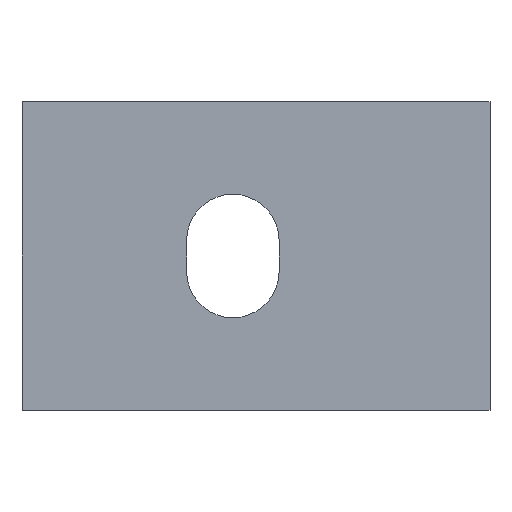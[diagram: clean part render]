
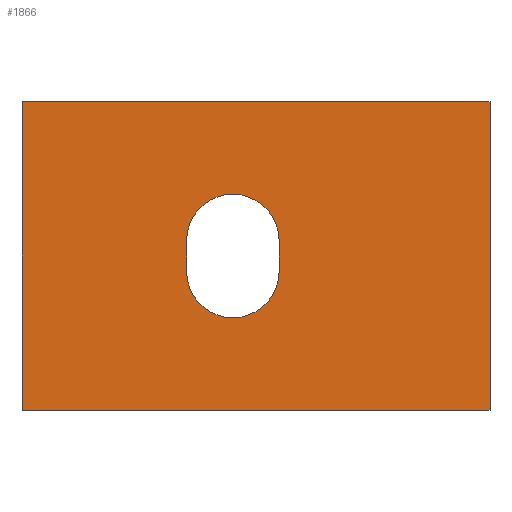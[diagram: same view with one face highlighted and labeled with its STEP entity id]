
A CAD part, front view. The second image highlights one B-rep face of the part: STEP entity #1866.
In plain terms, the highlighted planar face has unit normal (0, -1, 0).
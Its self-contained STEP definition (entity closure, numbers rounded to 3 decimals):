
#9 = VERTEX_POINT ( 'NONE', #1655 ) ;
#10 = CARTESIAN_POINT ( 'NONE',  ( 0., -3., 15. ) ) ;
#29 = AXIS2_PLACEMENT_3D ( 'NONE', #505, #212, #322 ) ;
#35 = EDGE_CURVE ( 'NONE', #187, #772, #1473, .T. ) ;
#48 = CIRCLE ( 'NONE', #1750, 4.5 ) ;
#53 = CARTESIAN_POINT ( 'NONE',  ( -26.5, -3., 15. ) ) ;
#61 = CARTESIAN_POINT ( 'NONE',  ( 3., -3., 15. ) ) ;
#74 = EDGE_CURVE ( 'NONE', #1699, #9, #614, .T. ) ;
#187 = VERTEX_POINT ( 'NONE', #1136 ) ;
#212 = DIRECTION ( 'NONE',  ( 0., 1., 0. ) ) ;
#255 = PLANE ( 'NONE',  #1452 ) ;
#256 = CARTESIAN_POINT ( 'NONE',  ( -1.5, -3., 15. ) ) ;
#271 = CARTESIAN_POINT ( 'NONE',  ( -1.5, -3., -15. ) ) ;
#285 = FACE_OUTER_BOUND ( 'NONE', #678, .T. ) ;
#295 = CIRCLE ( 'NONE', #29, 4.5 ) ;
#315 = ORIENTED_EDGE ( 'NONE', *, *, #74, .F. ) ;
#322 = DIRECTION ( 'NONE',  ( -1., 0., 0. ) ) ;
#334 = ORIENTED_EDGE ( 'NONE', *, *, #362, .F. ) ;
#354 = DIRECTION ( 'NONE',  ( 0., 0., -1. ) ) ;
#362 = EDGE_CURVE ( 'NONE', #1181, #1699, #502, .T. ) ;
#474 = VECTOR ( 'NONE', #1221, 1000. ) ;
#475 = DIRECTION ( 'NONE',  ( 0., 0., 1. ) ) ;
#492 = DIRECTION ( 'NONE',  ( 1., 0., 0. ) ) ;
#493 = VERTEX_POINT ( 'NONE', #933 ) ;
#497 = EDGE_CURVE ( 'NONE', #1299, #905, #1647, .T. ) ;
#502 = LINE ( 'NONE', #10, #1175 ) ;
#505 = CARTESIAN_POINT ( 'NONE',  ( -22., -3., 1.5 ) ) ;
#507 = EDGE_CURVE ( 'NONE', #493, #1299, #295, .T. ) ;
#614 = LINE ( 'NONE', #61, #1496 ) ;
#621 = VECTOR ( 'NONE', #1857, 1000. ) ;
#622 = EDGE_CURVE ( 'NONE', #1594, #187, #1695, .T. ) ;
#640 = VECTOR ( 'NONE', #1096, 1000. ) ;
#668 = CARTESIAN_POINT ( 'NONE',  ( -42.5, -3., 15. ) ) ;
#672 = FACE_BOUND ( 'NONE', #902, .T. ) ;
#678 = EDGE_LOOP ( 'NONE', ( #808, #779, #315, #334, #985, #763 ) ) ;
#700 = LINE ( 'NONE', #923, #1445 ) ;
#754 = EDGE_CURVE ( 'NONE', #772, #9, #1587, .T. ) ;
#763 = ORIENTED_EDGE ( 'NONE', *, *, #622, .T. ) ;
#772 = VERTEX_POINT ( 'NONE', #1161 ) ;
#779 = ORIENTED_EDGE ( 'NONE', *, *, #754, .T. ) ;
#807 = VECTOR ( 'NONE', #475, 1000. ) ;
#808 = ORIENTED_EDGE ( 'NONE', *, *, #35, .T. ) ;
#836 = DIRECTION ( 'NONE',  ( 0., 1., 0. ) ) ;
#902 = EDGE_LOOP ( 'NONE', ( #1388, #1248, #1803, #1584 ) ) ;
#905 = VERTEX_POINT ( 'NONE', #1519 ) ;
#923 = CARTESIAN_POINT ( 'NONE',  ( 0., -3., 15. ) ) ;
#933 = CARTESIAN_POINT ( 'NONE',  ( -26.5, -3., 1.5 ) ) ;
#958 = DIRECTION ( 'NONE',  ( 0., 1., 0. ) ) ;
#979 = EDGE_CURVE ( 'NONE', #1664, #493, #1211, .T. ) ;
#985 = ORIENTED_EDGE ( 'NONE', *, *, #1001, .F. ) ;
#1001 = EDGE_CURVE ( 'NONE', #1594, #1181, #700, .T. ) ;
#1096 = DIRECTION ( 'NONE',  ( 0., 0., -1. ) ) ;
#1113 = VECTOR ( 'NONE', #1395, 1000. ) ;
#1128 = CARTESIAN_POINT ( 'NONE',  ( 3., -3., 15. ) ) ;
#1132 = DIRECTION ( 'NONE',  ( -1., 0., 0. ) ) ;
#1136 = CARTESIAN_POINT ( 'NONE',  ( -42.5, -3., -15. ) ) ;
#1161 = CARTESIAN_POINT ( 'NONE',  ( -1.5, -3., -15. ) ) ;
#1175 = VECTOR ( 'NONE', #1620, 1000. ) ;
#1181 = VERTEX_POINT ( 'NONE', #256 ) ;
#1211 = LINE ( 'NONE', #53, #807 ) ;
#1221 = DIRECTION ( 'NONE',  ( 1., 0., 0. ) ) ;
#1248 = ORIENTED_EDGE ( 'NONE', *, *, #507, .T. ) ;
#1299 = VERTEX_POINT ( 'NONE', #1599 ) ;
#1388 = ORIENTED_EDGE ( 'NONE', *, *, #979, .T. ) ;
#1395 = DIRECTION ( 'NONE',  ( 0., 0., -1. ) ) ;
#1427 = CARTESIAN_POINT ( 'NONE',  ( -42.5, -3., 15. ) ) ;
#1445 = VECTOR ( 'NONE', #492, 1000. ) ;
#1452 = AXIS2_PLACEMENT_3D ( 'NONE', #1845, #958, #1132 ) ;
#1473 = LINE ( 'NONE', #1793, #474 ) ;
#1494 = CARTESIAN_POINT ( 'NONE',  ( -17.5, -3., 15. ) ) ;
#1496 = VECTOR ( 'NONE', #354, 1000. ) ;
#1519 = CARTESIAN_POINT ( 'NONE',  ( -17.5, -3., -1.5 ) ) ;
#1584 = ORIENTED_EDGE ( 'NONE', *, *, #1847, .T. ) ;
#1587 = LINE ( 'NONE', #271, #621 ) ;
#1594 = VERTEX_POINT ( 'NONE', #668 ) ;
#1599 = CARTESIAN_POINT ( 'NONE',  ( -17.5, -3., 1.5 ) ) ;
#1620 = DIRECTION ( 'NONE',  ( 1., 0., 0. ) ) ;
#1647 = LINE ( 'NONE', #1494, #640 ) ;
#1655 = CARTESIAN_POINT ( 'NONE',  ( 3., -3., -15. ) ) ;
#1664 = VERTEX_POINT ( 'NONE', #1697 ) ;
#1695 = LINE ( 'NONE', #1427, #1113 ) ;
#1697 = CARTESIAN_POINT ( 'NONE',  ( -26.5, -3., -1.5 ) ) ;
#1699 = VERTEX_POINT ( 'NONE', #1128 ) ;
#1710 = CARTESIAN_POINT ( 'NONE',  ( -22., -3., -1.5 ) ) ;
#1750 = AXIS2_PLACEMENT_3D ( 'NONE', #1710, #836, #1825 ) ;
#1793 = CARTESIAN_POINT ( 'NONE',  ( 0., -3., -15. ) ) ;
#1803 = ORIENTED_EDGE ( 'NONE', *, *, #497, .T. ) ;
#1825 = DIRECTION ( 'NONE',  ( -1., 0., 0. ) ) ;
#1845 = CARTESIAN_POINT ( 'NONE',  ( 0., -3., 15. ) ) ;
#1847 = EDGE_CURVE ( 'NONE', #905, #1664, #48, .T. ) ;
#1857 = DIRECTION ( 'NONE',  ( 1., 0., 0. ) ) ;
#1866 = ADVANCED_FACE ( 'NONE', ( #672, #285 ), #255, .F. ) ;
